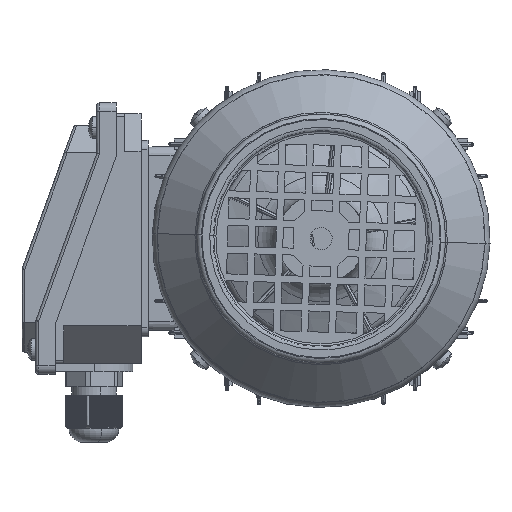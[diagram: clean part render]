
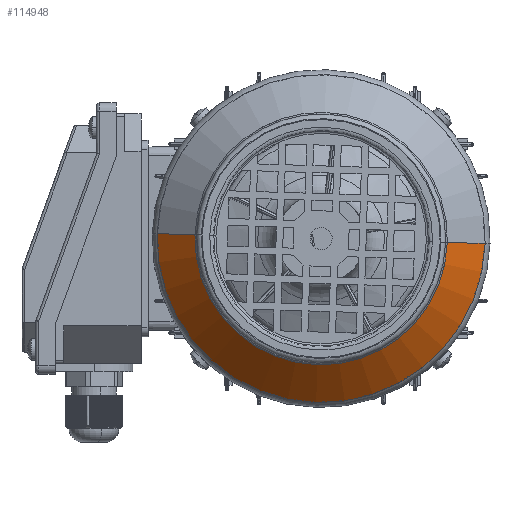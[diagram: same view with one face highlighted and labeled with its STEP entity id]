
A CAD part, left-side view. The second image highlights one B-rep face of the part: STEP entity #114948.
In plain terms, the highlighted conical face has half-angle 45 degrees and reference radius 59.243 mm.
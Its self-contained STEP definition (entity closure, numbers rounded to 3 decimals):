
#46802 = DIRECTION ( 'NONE',  ( -0.707, 0., 0.707 ) ) ;
#46803 = VECTOR ( 'NONE', #46802, 1000. ) ;
#46804 = CARTESIAN_POINT ( 'NONE',  ( 45.757, 0., 59.243 ) ) ;
#46805 = LINE ( 'NONE', #46804, #46803 ) ;
#46862 = CARTESIAN_POINT ( 'NONE',  ( 45.757, 0., -59.243 ) ) ;
#46863 = CARTESIAN_POINT ( 'NONE',  ( 45.757, 0., 59.243 ) ) ;
#46864 = DIRECTION ( 'NONE',  ( 0., 0., 1. ) ) ;
#46865 = DIRECTION ( 'NONE',  ( -1., 0., 0. ) ) ;
#46866 = CARTESIAN_POINT ( 'NONE',  ( 45.757, 0., 0. ) ) ;
#46867 = AXIS2_PLACEMENT_3D ( 'NONE', #46866, #46865, #46864 ) ;
#46868 = CIRCLE ( 'NONE', #46867, 59.243 ) ;
#46886 = CONICAL_SURFACE ( 'NONE', #46939, 59.243, 0.785 ) ;
#46887 = CARTESIAN_POINT ( 'NONE',  ( 45.757, 0., 0. ) ) ;
#46888 = FACE_OUTER_BOUND ( 'NONE', #114801, .T. ) ;
#46937 = DIRECTION ( 'NONE',  ( 0., 0., 1. ) ) ;
#46938 = DIRECTION ( 'NONE',  ( -1., 0., 0. ) ) ;
#46939 = AXIS2_PLACEMENT_3D ( 'NONE', #46887, #46938, #46937 ) ;
#46976 = DIRECTION ( 'NONE',  ( -0.707, 0., -0.707 ) ) ;
#46977 = VECTOR ( 'NONE', #46976, 1000. ) ;
#46978 = CARTESIAN_POINT ( 'NONE',  ( 45.757, 0., -59.243 ) ) ;
#46979 = LINE ( 'NONE', #46978, #46977 ) ;
#46985 = CARTESIAN_POINT ( 'NONE',  ( 59.414, 0., -45.586 ) ) ;
#46990 = CARTESIAN_POINT ( 'NONE',  ( 59.414, 0., 45.586 ) ) ;
#46992 = DIRECTION ( 'NONE',  ( 0., 0., 1. ) ) ;
#46993 = DIRECTION ( 'NONE',  ( -1., 0., 0. ) ) ;
#46994 = CARTESIAN_POINT ( 'NONE',  ( 59.414, 0., 0. ) ) ;
#46995 = AXIS2_PLACEMENT_3D ( 'NONE', #46994, #46993, #46992 ) ;
#46996 = CIRCLE ( 'NONE', #46995, 45.586 ) ;
#114801 = EDGE_LOOP ( 'NONE', ( #114995, #115006, #115014, #114878 ) ) ;
#114878 = ORIENTED_EDGE ( 'NONE', *, *, #114880, .F. ) ;
#114880 = EDGE_CURVE ( 'NONE', #115000, #114919, #46805, .T. ) ;
#114917 = EDGE_CURVE ( 'NONE', #114919, #114923, #46868, .T. ) ;
#114919 = VERTEX_POINT ( 'NONE', #46863 ) ;
#114923 = VERTEX_POINT ( 'NONE', #46862 ) ;
#114948 = ADVANCED_FACE ( 'NONE', ( #46888 ), #46886, .T. ) ;
#114995 = ORIENTED_EDGE ( 'NONE', *, *, #114998, .T. ) ;
#114998 = EDGE_CURVE ( 'NONE', #115000, #115003, #46996, .T. ) ;
#115000 = VERTEX_POINT ( 'NONE', #46990 ) ;
#115003 = VERTEX_POINT ( 'NONE', #46985 ) ;
#115006 = ORIENTED_EDGE ( 'NONE', *, *, #115010, .T. ) ;
#115010 = EDGE_CURVE ( 'NONE', #115003, #114923, #46979, .T. ) ;
#115014 = ORIENTED_EDGE ( 'NONE', *, *, #114917, .F. ) ;
